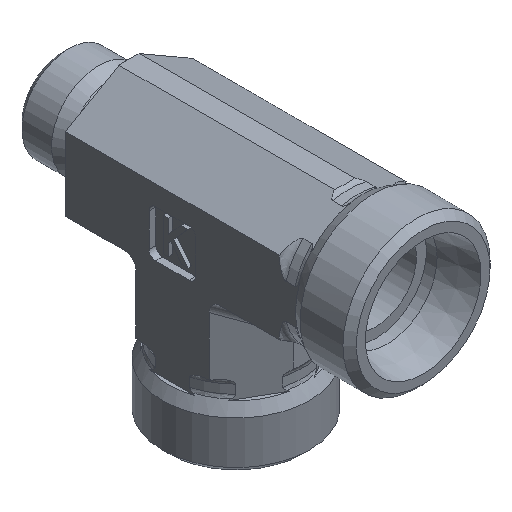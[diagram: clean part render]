
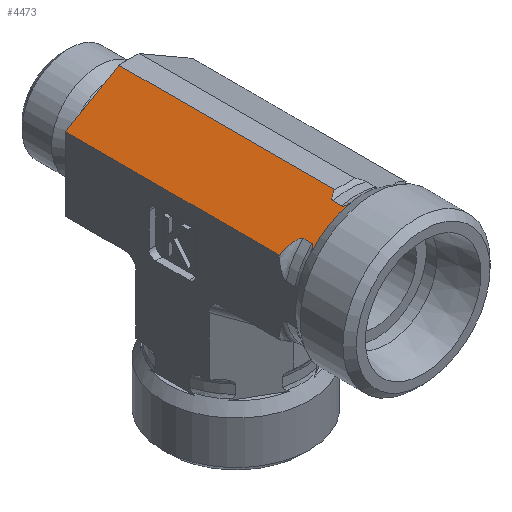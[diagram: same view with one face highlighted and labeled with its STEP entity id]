
A CAD part, isometric view. The second image highlights one B-rep face of the part: STEP entity #4473.
In plain terms, the highlighted planar face has unit normal (-0.5, 0, 0.866).
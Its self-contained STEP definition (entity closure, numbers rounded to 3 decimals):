
#335=CARTESIAN_POINT('',(-28.485,25.544,24.485));
#336=VERTEX_POINT('',#335);
#343=CARTESIAN_POINT('',(-20.485,25.544,29.104));
#344=VERTEX_POINT('',#343);
#345=CARTESIAN_POINT('',(-20.485,25.544,29.104));
#346=DIRECTION('',(-0.866,0.0,-0.5));
#347=VECTOR('',#346,9.238);
#348=LINE('',#345,#347);
#349=EDGE_CURVE('',#344,#336,#348,.T.);
#671=CARTESIAN_POINT('',(-28.485,-6.456,24.485));
#672=VERTEX_POINT('',#671);
#679=CARTESIAN_POINT('',(-28.485,25.544,24.485));
#680=DIRECTION('',(0.0,-1.0,0.0));
#681=VECTOR('',#680,32.);
#682=LINE('',#679,#681);
#683=EDGE_CURVE('',#336,#672,#682,.T.);
#2372=CARTESIAN_POINT('',(-28.274,-6.456,24.607));
#2373=VERTEX_POINT('',#2372);
#2374=CARTESIAN_POINT('',(-28.485,-6.456,24.485));
#2375=DIRECTION('',(0.866,0.0,0.5));
#2376=VECTOR('',#2375,0.243);
#2377=LINE('',#2374,#2376);
#2378=EDGE_CURVE('',#672,#2373,#2377,.T.);
#2565=CARTESIAN_POINT('',(-25.988,-7.456,25.926));
#2566=VERTEX_POINT('',#2565);
#2567=CARTESIAN_POINT('',(-28.274,-6.456,24.607));
#2568=CARTESIAN_POINT('',(-27.705,-6.456,24.935));
#2569=CARTESIAN_POINT('',(-27.036,-6.61,25.321));
#2570=CARTESIAN_POINT('',(-26.369,-6.964,25.706));
#2571=CARTESIAN_POINT('',(-26.194,-7.073,25.807));
#2572=CARTESIAN_POINT('',(-26.055,-7.251,25.888));
#2573=CARTESIAN_POINT('',(-26.026,-7.299,25.905));
#2574=CARTESIAN_POINT('',(-25.997,-7.377,25.921));
#2575=CARTESIAN_POINT('',(-25.988,-7.42,25.926));
#2576=CARTESIAN_POINT('',(-25.988,-7.456,25.926));
#2577=B_SPLINE_CURVE_WITH_KNOTS('',3,(#2567,#2568,#2569,#2570,#2571,#2572,#2573,#2574,#2575,#2576),.UNSPECIFIED.,.F.,.U.,(4,2,2,2,4),(0.216,0.413,0.471,0.485,0.496),.UNSPECIFIED.);
#2578=EDGE_CURVE('',#2373,#2566,#2577,.T.);
#2732=CARTESIAN_POINT('',(-25.988,-8.788,25.926));
#2733=VERTEX_POINT('',#2732);
#2734=CARTESIAN_POINT('',(-25.988,-7.456,25.926));
#2735=DIRECTION('',(0.0,-1.0,0.0));
#2736=VECTOR('',#2735,1.332);
#2737=LINE('',#2734,#2736);
#2738=EDGE_CURVE('',#2566,#2733,#2737,.T.);
#2903=CARTESIAN_POINT('',(-26.394,-9.288,25.692));
#2904=VERTEX_POINT('',#2903);
#2905=CARTESIAN_POINT('',(-25.988,-8.788,25.926));
#2906=CARTESIAN_POINT('',(-25.988,-8.824,25.926));
#2907=CARTESIAN_POINT('',(-25.997,-8.867,25.921));
#2908=CARTESIAN_POINT('',(-26.026,-8.945,25.905));
#2909=CARTESIAN_POINT('',(-26.055,-8.993,25.888));
#2910=CARTESIAN_POINT('',(-26.164,-9.133,25.825));
#2911=CARTESIAN_POINT('',(-26.28,-9.218,25.758));
#2912=CARTESIAN_POINT('',(-26.394,-9.288,25.692));
#2913=B_SPLINE_CURVE_WITH_KNOTS('',3,(#2905,#2906,#2907,#2908,#2909,#2910,#2911,#2912),.UNSPECIFIED.,.F.,.U.,(4,2,2,4),(0.496,0.507,0.522,0.564),.UNSPECIFIED.);
#2914=EDGE_CURVE('',#2733,#2904,#2913,.T.);
#2995=CARTESIAN_POINT('',(-21.075,-9.288,28.763));
#2996=VERTEX_POINT('',#2995);
#3004=CARTESIAN_POINT('',(-20.814,-9.456,28.914));
#3005=VERTEX_POINT('',#3004);
#3006=CARTESIAN_POINT('',(-20.814,-9.456,28.914));
#3007=CARTESIAN_POINT('',(-20.945,-9.368,28.838));
#3008=CARTESIAN_POINT('',(-21.075,-9.288,28.763));
#3016=(BOUNDED_CURVE()B_SPLINE_CURVE(2,(#3006,#3007,#3008),.UNSPECIFIED.,.F.,.U.)B_SPLINE_CURVE_WITH_KNOTS((3,3),(0.021,0.056),.UNSPECIFIED.)CURVE()GEOMETRIC_REPRESENTATION_ITEM()RATIONAL_B_SPLINE_CURVE((1.,1.,1.0))REPRESENTATION_ITEM(''));
#3017=EDGE_CURVE('',#3005,#2996,#3016,.T.);
#3019=CARTESIAN_POINT('',(-26.656,-9.456,25.541));
#3020=VERTEX_POINT('',#3019);
#3028=CARTESIAN_POINT('',(-26.394,-9.288,25.692));
#3029=CARTESIAN_POINT('',(-26.524,-9.368,25.617));
#3030=CARTESIAN_POINT('',(-26.656,-9.456,25.541));
#3038=(BOUNDED_CURVE()B_SPLINE_CURVE(2,(#3028,#3029,#3030),.UNSPECIFIED.,.F.,.U.)B_SPLINE_CURVE_WITH_KNOTS((3,3),(0.0,0.035),.UNSPECIFIED.)CURVE()GEOMETRIC_REPRESENTATION_ITEM()RATIONAL_B_SPLINE_CURVE((1.0,1.,1.))REPRESENTATION_ITEM(''));
#3039=EDGE_CURVE('',#2904,#3020,#3038,.T.);
#3213=CARTESIAN_POINT('',(-20.485,-6.684,29.104));
#3214=VERTEX_POINT('',#3213);
#3224=CARTESIAN_POINT('',(-21.481,-7.456,28.528));
#3225=VERTEX_POINT('',#3224);
#3226=CARTESIAN_POINT('',(-21.481,-7.456,28.528));
#3227=CARTESIAN_POINT('',(-21.481,-7.42,28.528));
#3228=CARTESIAN_POINT('',(-21.473,-7.377,28.533));
#3229=CARTESIAN_POINT('',(-21.444,-7.299,28.55));
#3230=CARTESIAN_POINT('',(-21.414,-7.251,28.567));
#3231=CARTESIAN_POINT('',(-21.275,-7.073,28.647));
#3232=CARTESIAN_POINT('',(-21.1,-6.964,28.748));
#3233=CARTESIAN_POINT('',(-20.805,-6.808,28.919));
#3234=CARTESIAN_POINT('',(-20.648,-6.741,29.009));
#3235=CARTESIAN_POINT('',(-20.485,-6.684,29.104));
#3236=B_SPLINE_CURVE_WITH_KNOTS('',3,(#3226,#3227,#3228,#3229,#3230,#3231,#3232,#3233,#3234,#3235),.UNSPECIFIED.,.F.,.U.,(4,2,2,2,4),(0.496,0.507,0.522,0.579,0.634),.UNSPECIFIED.);
#3237=EDGE_CURVE('',#3225,#3214,#3236,.T.);
#3263=CARTESIAN_POINT('',(-21.481,-8.788,28.528));
#3264=VERTEX_POINT('',#3263);
#3265=CARTESIAN_POINT('',(-21.481,-8.788,28.528));
#3266=DIRECTION('',(0.0,1.0,0.0));
#3267=VECTOR('',#3266,1.332);
#3268=LINE('',#3265,#3267);
#3269=EDGE_CURVE('',#3264,#3225,#3268,.T.);
#3298=CARTESIAN_POINT('',(-21.075,-9.288,28.763));
#3299=CARTESIAN_POINT('',(-21.19,-9.218,28.697));
#3300=CARTESIAN_POINT('',(-21.305,-9.133,28.63));
#3301=CARTESIAN_POINT('',(-21.414,-8.993,28.567));
#3302=CARTESIAN_POINT('',(-21.444,-8.945,28.55));
#3303=CARTESIAN_POINT('',(-21.473,-8.867,28.533));
#3304=CARTESIAN_POINT('',(-21.481,-8.824,28.528));
#3305=CARTESIAN_POINT('',(-21.481,-8.788,28.528));
#3306=B_SPLINE_CURVE_WITH_KNOTS('',3,(#3298,#3299,#3300,#3301,#3302,#3303,#3304,#3305),.UNSPECIFIED.,.F.,.U.,(4,2,2,4),(0.429,0.471,0.485,0.496),.UNSPECIFIED.);
#3307=EDGE_CURVE('',#2996,#3264,#3306,.T.);
#3319=CARTESIAN_POINT('',(-26.656,-9.456,25.541));
#3320=DIRECTION('',(0.866,0.0,0.5));
#3321=VECTOR('',#3320,6.745);
#3322=LINE('',#3319,#3321);
#3323=EDGE_CURVE('',#3020,#3005,#3322,.T.);
#4448=CARTESIAN_POINT('',(-28.485,9.544,24.485));
#4449=DIRECTION('',(-0.5,0.0,0.866));
#4450=DIRECTION('',(0.866,0.0,0.5));
#4451=AXIS2_PLACEMENT_3D('',#4448,#4449,#4450);
#4452=PLANE('',#4451);
#4453=ORIENTED_EDGE('',*,*,#349,.T.);
#4454=ORIENTED_EDGE('',*,*,#683,.T.);
#4455=ORIENTED_EDGE('',*,*,#2378,.T.);
#4456=ORIENTED_EDGE('',*,*,#2578,.T.);
#4457=ORIENTED_EDGE('',*,*,#2738,.T.);
#4458=ORIENTED_EDGE('',*,*,#2914,.T.);
#4459=ORIENTED_EDGE('',*,*,#3039,.T.);
#4460=ORIENTED_EDGE('',*,*,#3323,.T.);
#4461=ORIENTED_EDGE('',*,*,#3017,.T.);
#4462=ORIENTED_EDGE('',*,*,#3307,.T.);
#4463=ORIENTED_EDGE('',*,*,#3269,.T.);
#4464=ORIENTED_EDGE('',*,*,#3237,.T.);
#4465=CARTESIAN_POINT('',(-20.485,25.544,29.104));
#4466=DIRECTION('',(0.0,-1.0,0.0));
#4467=VECTOR('',#4466,32.228);
#4468=LINE('',#4465,#4467);
#4469=EDGE_CURVE('',#344,#3214,#4468,.T.);
#4470=ORIENTED_EDGE('',*,*,#4469,.F.);
#4471=EDGE_LOOP('',(#4453,#4454,#4455,#4456,#4457,#4458,#4459,#4460,#4461,#4462,#4463,#4464,#4470));
#4472=FACE_OUTER_BOUND('',#4471,.T.);
#4473=ADVANCED_FACE('',(#4472),#4452,.T.);
